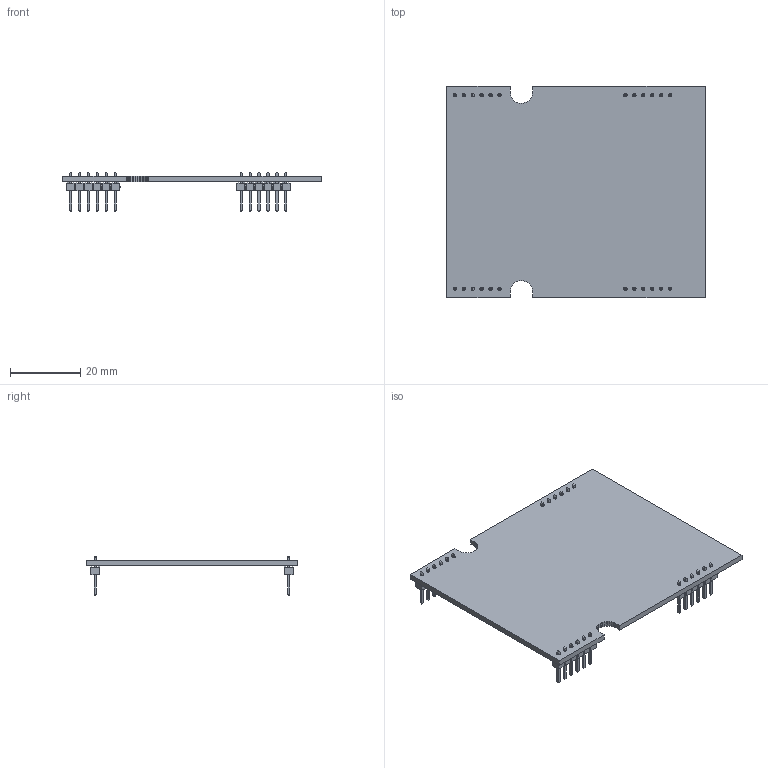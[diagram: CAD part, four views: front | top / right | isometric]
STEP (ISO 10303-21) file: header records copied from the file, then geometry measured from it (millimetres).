
FILE_DESCRIPTION(('Open CASCADE Model'),'2;1');
FILE_NAME('Open CASCADE Shape Model','2018-04-13T23:58:39',('Author'),( 'Open CASCADE'),'Open CASCADE STEP processor 6.2','Open CASCADE 6.2' ,'Unknown');
FILE_SCHEMA(('AUTOMOTIVE_DESIGN { 1 0 10303 214 1 1 1 1 }'));
Length unit declared in the file: millimetre
Products named in the file (9): PCB; Board; P1; TSW-106-07-G-S; _TSW-106-07-G-S_body; _T-1S6-07-TSW-1-07-6-S; P3; P2; P4
Assembly tree (11 placements, depth 4):
  PCB
    Board
    P1
      TSW-106-07-G-S
        _TSW-106-07-G-S_body
        _T-1S6-07-TSW-1-07-6-S
    P3
      TSW-106-07-G-S
        _TSW-106-07-G-S_body
        _T-1S6-07-TSW-1-07-6-S
    P2
      TSW-106-07-G-S
        _TSW-106-07-G-S_body
        _T-1S6-07-TSW-1-07-6-S
    P4
      TSW-106-07-G-S
        _TSW-106-07-G-S_body
        _T-1S6-07-TSW-1-07-6-S
Bounding box: 73.5 x 60 x 10.92 mm (x, y, z)
Volume: 7390.2 mm3; surface area: 10819.8 mm2
Topology: 9 solids, 9 shells, 1306 faces, 3372 edges, 2136 vertices
Faces by surface type: plane 1282, cylinder 24
Full cylindrical faces by diameter (mm): 0.95 x24
Entity records: 27348 total; most frequent: CARTESIAN_POINT 4375, DIRECTION 3836, LINE 2946, VECTOR 2946, ORIENTED_EDGE 2028, PCURVE 2028, DEFINITIONAL_REPRESENTATION 2028, EDGE_CURVE 1014
